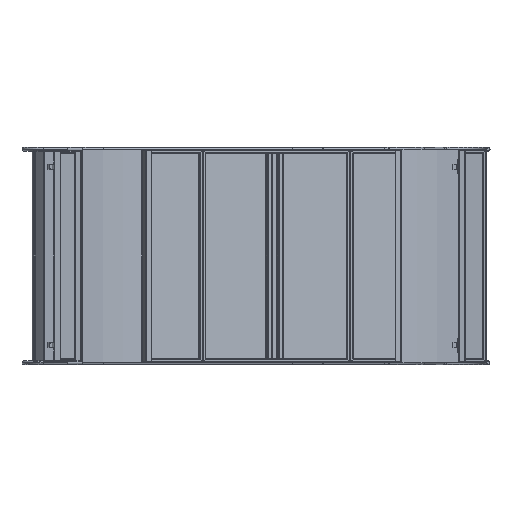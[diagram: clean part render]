
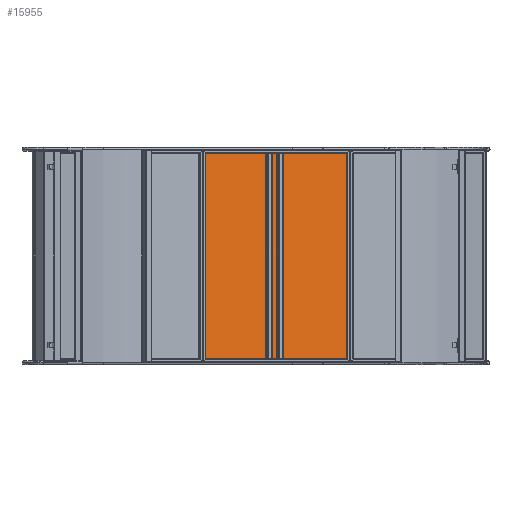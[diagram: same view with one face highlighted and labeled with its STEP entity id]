
A CAD part, front view. The second image highlights one B-rep face of the part: STEP entity #15955.
In plain terms, the highlighted face is planar.
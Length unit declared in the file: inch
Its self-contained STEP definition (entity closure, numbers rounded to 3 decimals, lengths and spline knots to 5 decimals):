
#199 = DIRECTION ( 'NONE',  ( 0., 0., 1. ) ) ;
#1614 = ORIENTED_EDGE ( 'NONE', *, *, #10812, .F. ) ;
#4110 = LINE ( 'NONE', #9878, #9482 ) ;
#7180 = DIRECTION ( 'NONE',  ( 1., 0., 0. ) ) ;
#8123 = AXIS2_PLACEMENT_3D ( 'NONE', #31453, #34858, #199 ) ;
#9404 = VERTEX_POINT ( 'NONE', #35808 ) ;
#9482 = VECTOR ( 'NONE', #7180, 39.37008 ) ;
#9878 = CARTESIAN_POINT ( 'NONE',  ( -29.91236, -0.0598, 23.8622 ) ) ;
#10607 = EDGE_CURVE ( 'NONE', #26022, #9404, #25021, .T. ) ;
#10812 = EDGE_CURVE ( 'NONE', #9404, #15355, #4110, .T. ) ;
#11992 = CARTESIAN_POINT ( 'NONE',  ( -29.8622, -0.0598, -23.8622 ) ) ;
#14222 = PLANE ( 'NONE',  #8123 ) ;
#15355 = VERTEX_POINT ( 'NONE', #16396 ) ;
#15637 = VECTOR ( 'NONE', #16093, 39.37008 ) ;
#15647 = EDGE_LOOP ( 'NONE', ( #1614, #33124, #36885, #28844 ) ) ;
#15955 = ADVANCED_FACE ( 'NONE', ( #16908 ), #14222, .F. ) ;
#16093 = DIRECTION ( 'NONE',  ( -1., 0., 0. ) ) ;
#16396 = CARTESIAN_POINT ( 'NONE',  ( 29.8622, -0.0598, 23.8622 ) ) ;
#16908 = FACE_OUTER_BOUND ( 'NONE', #15647, .T. ) ;
#18735 = CARTESIAN_POINT ( 'NONE',  ( -29.8622, -0.0598, -23.91236 ) ) ;
#19337 = EDGE_CURVE ( 'NONE', #34911, #26022, #33475, .T. ) ;
#23631 = VECTOR ( 'NONE', #27917, 39.37008 ) ;
#24365 = CARTESIAN_POINT ( 'NONE',  ( 29.8622, -0.0598, -23.8622 ) ) ;
#24486 = CARTESIAN_POINT ( 'NONE',  ( 29.91236, -0.0598, -23.8622 ) ) ;
#25021 = LINE ( 'NONE', #18735, #27793 ) ;
#26022 = VERTEX_POINT ( 'NONE', #11992 ) ;
#27793 = VECTOR ( 'NONE', #30210, 39.37008 ) ;
#27917 = DIRECTION ( 'NONE',  ( 0., 0., -1. ) ) ;
#28844 = ORIENTED_EDGE ( 'NONE', *, *, #36779, .F. ) ;
#30210 = DIRECTION ( 'NONE',  ( 0., 0., 1. ) ) ;
#30599 = LINE ( 'NONE', #37070, #23631 ) ;
#31453 = CARTESIAN_POINT ( 'NONE',  ( 0., -0.0598, 0. ) ) ;
#33124 = ORIENTED_EDGE ( 'NONE', *, *, #10607, .F. ) ;
#33475 = LINE ( 'NONE', #24486, #15637 ) ;
#34858 = DIRECTION ( 'NONE',  ( 0., 1., 0. ) ) ;
#34911 = VERTEX_POINT ( 'NONE', #24365 ) ;
#35808 = CARTESIAN_POINT ( 'NONE',  ( -29.8622, -0.0598, 23.8622 ) ) ;
#36779 = EDGE_CURVE ( 'NONE', #15355, #34911, #30599, .T. ) ;
#36885 = ORIENTED_EDGE ( 'NONE', *, *, #19337, .F. ) ;
#37070 = CARTESIAN_POINT ( 'NONE',  ( 29.8622, -0.0598, 23.91236 ) ) ;
